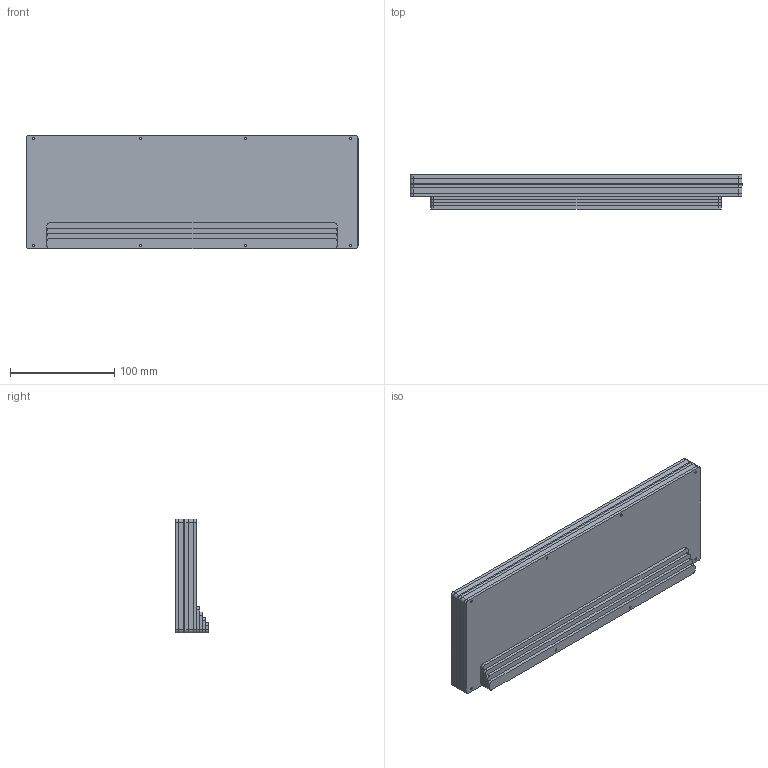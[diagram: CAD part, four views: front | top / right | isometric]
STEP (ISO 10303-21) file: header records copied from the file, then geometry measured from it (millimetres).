
FILE_DESCRIPTION(/* description */ (''),/* implementation_level */ '2;1');
FILE_NAME(/* name */ 'GoD68 FInal v7.step',/* time_stamp */ '2021-02-07T17:44:18+08:00',/* author */ (''),/* organization */ (''),/* preprocessor_version */ 'ST-DEVELOPER v18.1',/* originating_system */ 'Autodesk Translation Framework v9.7.1.1290',/* authorisation */ '');
FILE_SCHEMA (('AUTOMOTIVE_DESIGN { 1 0 10303 214 3 1 1 }'));
Length unit declared in the file: millimetre
Products named in the file (1): GoD68 FInal
Bounding box: 318.8 x 32.5 x 109.25 mm (x, y, z)
Volume: 282451.6 mm3; surface area: 239765.7 mm2
Topology: 10 solids, 10 shells, 824 faces, 2412 edges, 1608 vertices
Faces by surface type: cylinder 428, plane 396
Full cylindrical faces by diameter (mm): 2.2 x26, 3.4 x30
Entity records: 28144 total; most frequent: DIRECTION 4918, CARTESIAN_POINT 4845, ORIENTED_EDGE 4824, EDGE_CURVE 2412, AXIS2_PLACEMENT_3D 1681, VERTEX_POINT 1608, LINE 1556, VECTOR 1556
